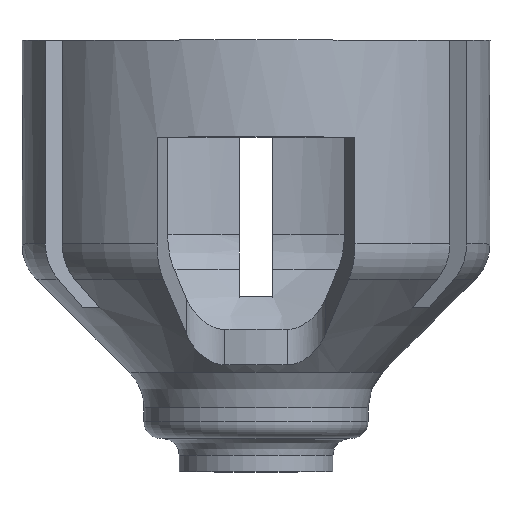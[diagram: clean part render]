
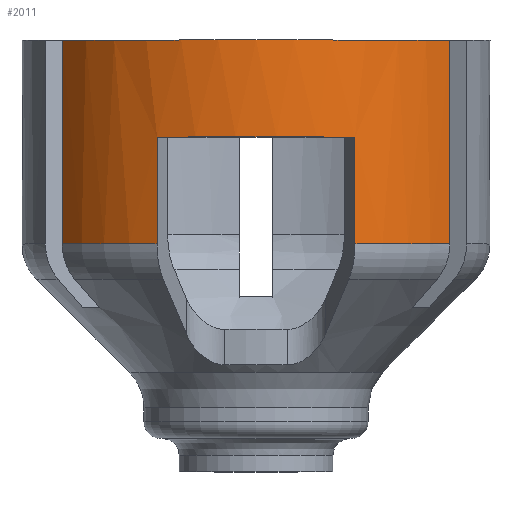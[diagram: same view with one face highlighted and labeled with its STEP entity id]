
A CAD part, top view. The second image highlights one B-rep face of the part: STEP entity #2011.
In plain terms, the highlighted cylindrical face has radius 7 mm (diameter 14 mm), a partial arc.
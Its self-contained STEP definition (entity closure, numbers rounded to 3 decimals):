
#333=CARTESIAN_POINT('',(2.958,6.811,6.344));
#334=VERTEX_POINT('',#333);
#342=CARTESIAN_POINT('',(2.958,10.,6.344));
#343=VERTEX_POINT('',#342);
#344=CARTESIAN_POINT('',(2.958,10.,6.344));
#345=DIRECTION('',(0.0,-1.0,0.0));
#346=VECTOR('',#345,3.189);
#347=LINE('',#344,#346);
#348=EDGE_CURVE('',#343,#334,#347,.T.);
#862=CARTESIAN_POINT('',(5.797,12.9,3.924));
#863=VERTEX_POINT('',#862);
#870=CARTESIAN_POINT('',(5.797,6.811,3.924));
#871=VERTEX_POINT('',#870);
#872=CARTESIAN_POINT('',(5.797,6.811,3.924));
#873=DIRECTION('',(0.0,1.0,0.0));
#874=VECTOR('',#873,6.089);
#875=LINE('',#872,#874);
#876=EDGE_CURVE('',#871,#863,#875,.T.);
#1051=CARTESIAN_POINT('',(-5.797,6.811,3.924));
#1052=VERTEX_POINT('',#1051);
#1064=CARTESIAN_POINT('',(-5.797,12.9,3.924));
#1065=VERTEX_POINT('',#1064);
#1066=CARTESIAN_POINT('',(-5.797,12.9,3.924));
#1067=DIRECTION('',(0.0,-1.0,0.0));
#1068=VECTOR('',#1067,6.089);
#1069=LINE('',#1066,#1068);
#1070=EDGE_CURVE('',#1065,#1052,#1069,.T.);
#1522=CARTESIAN_POINT('',(0.0,12.9,0.0));
#1523=DIRECTION('',(0.0,1.0,0.0));
#1524=DIRECTION('',(-1.0,0.0,0.0));
#1525=AXIS2_PLACEMENT_3D('',#1522,#1523,#1524);
#1526=CIRCLE('',#1525,7.);
#1527=EDGE_CURVE('',#1065,#863,#1526,.T.);
#1580=CARTESIAN_POINT('',(-2.958,6.811,6.344));
#1581=VERTEX_POINT('',#1580);
#1589=CARTESIAN_POINT('',(0.0,6.811,0.0));
#1590=DIRECTION('',(0.0,1.0,0.0));
#1591=DIRECTION('',(-1.0,0.0,0.0));
#1592=AXIS2_PLACEMENT_3D('',#1589,#1590,#1591);
#1593=CIRCLE('',#1592,7.);
#1594=EDGE_CURVE('',#1052,#1581,#1593,.T.);
#1977=CARTESIAN_POINT('',(0.0,9.855,0.0));
#1978=DIRECTION('',(0.0,1.0,0.0));
#1979=DIRECTION('',(-1.0,0.0,0.0));
#1980=AXIS2_PLACEMENT_3D('',#1977,#1978,#1979);
#1981=CYLINDRICAL_SURFACE('',#1980,7.);
#1982=ORIENTED_EDGE('',*,*,#876,.T.);
#1983=ORIENTED_EDGE('',*,*,#1527,.F.);
#1984=ORIENTED_EDGE('',*,*,#1070,.T.);
#1985=ORIENTED_EDGE('',*,*,#1594,.T.);
#1986=CARTESIAN_POINT('',(-2.958,10.,6.344));
#1987=VERTEX_POINT('',#1986);
#1988=CARTESIAN_POINT('',(-2.958,6.811,6.344));
#1989=DIRECTION('',(0.0,1.0,0.0));
#1990=VECTOR('',#1989,3.189);
#1991=LINE('',#1988,#1990);
#1992=EDGE_CURVE('',#1581,#1987,#1991,.T.);
#1993=ORIENTED_EDGE('',*,*,#1992,.T.);
#1994=CARTESIAN_POINT('',(0.0,10.,0.0));
#1995=DIRECTION('',(0.0,1.0,0.0));
#1996=DIRECTION('',(-1.0,0.0,0.0));
#1997=AXIS2_PLACEMENT_3D('',#1994,#1995,#1996);
#1998=CIRCLE('',#1997,7.);
#1999=EDGE_CURVE('',#1987,#343,#1998,.T.);
#2000=ORIENTED_EDGE('',*,*,#1999,.T.);
#2001=ORIENTED_EDGE('',*,*,#348,.T.);
#2002=CARTESIAN_POINT('',(0.0,6.811,0.0));
#2003=DIRECTION('',(0.0,1.0,0.0));
#2004=DIRECTION('',(-1.0,0.0,0.0));
#2005=AXIS2_PLACEMENT_3D('',#2002,#2003,#2004);
#2006=CIRCLE('',#2005,7.);
#2007=EDGE_CURVE('',#334,#871,#2006,.T.);
#2008=ORIENTED_EDGE('',*,*,#2007,.T.);
#2009=EDGE_LOOP('',(#1982,#1983,#1984,#1985,#1993,#2000,#2001,#2008));
#2010=FACE_OUTER_BOUND('',#2009,.T.);
#2011=ADVANCED_FACE('',(#2010),#1981,.T.);
